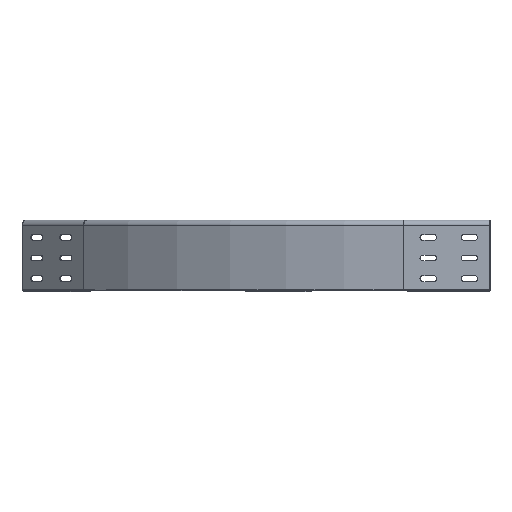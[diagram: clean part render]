
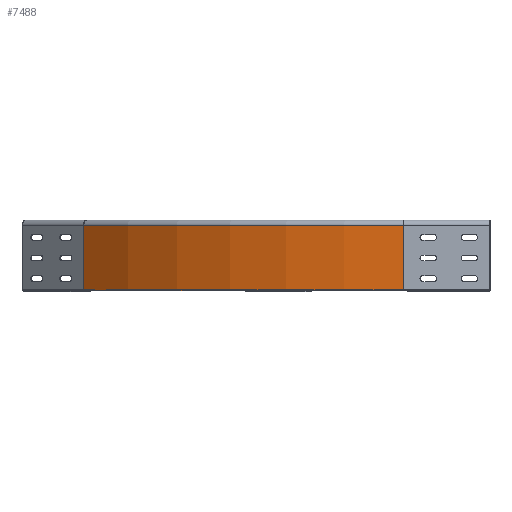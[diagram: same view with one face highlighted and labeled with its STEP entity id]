
A CAD part, left-side view. The second image highlights one B-rep face of the part: STEP entity #7488.
In plain terms, the highlighted cylindrical face has radius 550 mm (diameter 1100 mm), a partial arc.
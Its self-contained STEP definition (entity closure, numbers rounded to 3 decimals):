
#230 = CARTESIAN_POINT ( 'NONE',  ( 15., 0., 105. ) ) ;
#861 = CARTESIAN_POINT ( 'NONE',  ( -146.091, 79.25, 493.909 ) ) ;
#1004 = DIRECTION ( 'NONE',  ( 0., 1., 0. ) ) ;
#1359 = FACE_OUTER_BOUND ( 'NONE', #4477, .T. ) ;
#1435 = AXIS2_PLACEMENT_3D ( 'NONE', #6496, #2761, #2154 ) ;
#1443 = CIRCLE ( 'NONE', #4367, 550. ) ;
#1694 = VERTEX_POINT ( 'NONE', #861 ) ;
#1698 = VECTOR ( 'NONE', #4002, 1000. ) ;
#1817 = AXIS2_PLACEMENT_3D ( 'NONE', #6281, #2556, #6907 ) ;
#2154 = DIRECTION ( 'NONE',  ( 0., 0., -1. ) ) ;
#2402 = ORIENTED_EDGE ( 'NONE', *, *, #3644, .T. ) ;
#2494 = EDGE_CURVE ( 'NONE', #4837, #7960, #4442, .T. ) ;
#2505 = ORIENTED_EDGE ( 'NONE', *, *, #2777, .F. ) ;
#2556 = DIRECTION ( 'NONE',  ( 0., 1., 0. ) ) ;
#2761 = DIRECTION ( 'NONE',  ( 0., -1., 0. ) ) ;
#2777 = EDGE_CURVE ( 'NONE', #4837, #1694, #6871, .T. ) ;
#2870 = DIRECTION ( 'NONE',  ( 0., -1., 0. ) ) ;
#3333 = LINE ( 'NONE', #5042, #1698 ) ;
#3554 = ORIENTED_EDGE ( 'NONE', *, *, #5192, .T. ) ;
#3644 = EDGE_CURVE ( 'NONE', #4963, #1694, #1443, .T. ) ;
#3910 = CARTESIAN_POINT ( 'NONE',  ( -146.091, 0., 493.909 ) ) ;
#4002 = DIRECTION ( 'NONE',  ( 0., 1., 0. ) ) ;
#4367 = AXIS2_PLACEMENT_3D ( 'NONE', #6604, #2870, #7220 ) ;
#4442 = CIRCLE ( 'NONE', #1817, 550. ) ;
#4477 = EDGE_LOOP ( 'NONE', ( #3554, #2402, #2505, #7487 ) ) ;
#4837 = VERTEX_POINT ( 'NONE', #3910 ) ;
#4963 = VERTEX_POINT ( 'NONE', #5969 ) ;
#5042 = CARTESIAN_POINT ( 'NONE',  ( 15., 2.25, 105. ) ) ;
#5192 = EDGE_CURVE ( 'NONE', #7960, #4963, #3333, .T. ) ;
#5209 = VECTOR ( 'NONE', #1004, 1000. ) ;
#5299 = CARTESIAN_POINT ( 'NONE',  ( -146.091, 2.25, 493.909 ) ) ;
#5969 = CARTESIAN_POINT ( 'NONE',  ( 15., 79.25, 105. ) ) ;
#6104 = CYLINDRICAL_SURFACE ( 'NONE', #1435, 550. ) ;
#6281 = CARTESIAN_POINT ( 'NONE',  ( -535., 0., 105. ) ) ;
#6496 = CARTESIAN_POINT ( 'NONE',  ( -535., 0., 105. ) ) ;
#6604 = CARTESIAN_POINT ( 'NONE',  ( -535., 79.25, 105. ) ) ;
#6871 = LINE ( 'NONE', #5299, #5209 ) ;
#6907 = DIRECTION ( 'NONE',  ( 0., 0., 1. ) ) ;
#7220 = DIRECTION ( 'NONE',  ( 0., 0., -1. ) ) ;
#7487 = ORIENTED_EDGE ( 'NONE', *, *, #2494, .T. ) ;
#7488 = ADVANCED_FACE ( 'NONE', ( #1359 ), #6104, .T. ) ;
#7960 = VERTEX_POINT ( 'NONE', #230 ) ;
